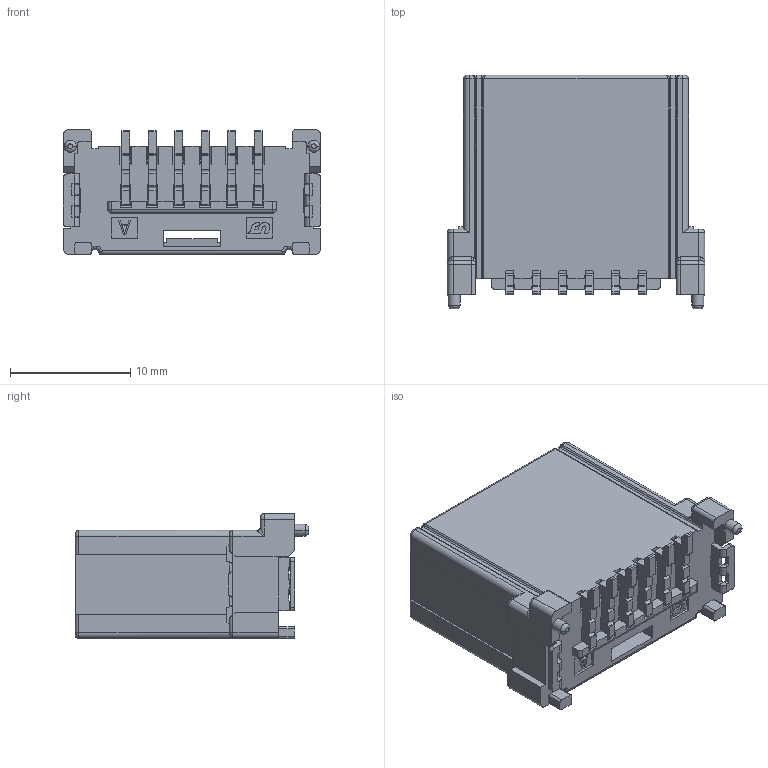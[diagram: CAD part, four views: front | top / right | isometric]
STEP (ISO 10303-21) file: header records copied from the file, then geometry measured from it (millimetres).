
FILE_DESCRIPTION((''),'2;1');
FILE_NAME('CUSTOMER_025_6M_ASSY_V_B','2017-03-20T',('parkkh'),(''),'CREO PARAMETRIC BY PTC INC, 2015290','CREO PARAMETRIC BY PTC INC, 2015290','');
FILE_SCHEMA(('CONFIG_CONTROL_DESIGN'));
Length unit declared in the file: millimetre
Products named in the file (1): CUSTOMER_025_6M_ASSY_V_B
Bounding box: 21.4 x 19.4 x 10.4 mm (x, y, z)
Volume: 1193.6 mm3; surface area: 2612.1 mm2
Topology: 1 solids, 1 shells, 912 faces, 2558 edges, 1613 vertices
Faces by surface type: plane 598, cylinder 244, bspline 38, torus 20, cone 7, sphere 5
Entity records: 31372 total; most frequent: CARTESIAN_POINT 7799, ORIENTED_EDGE 5078, DIRECTION 4752, EDGE_CURVE 2539, VECTOR 1924, LINE 1924, VERTEX_POINT 1613, AXIS2_PLACEMENT_3D 1414
